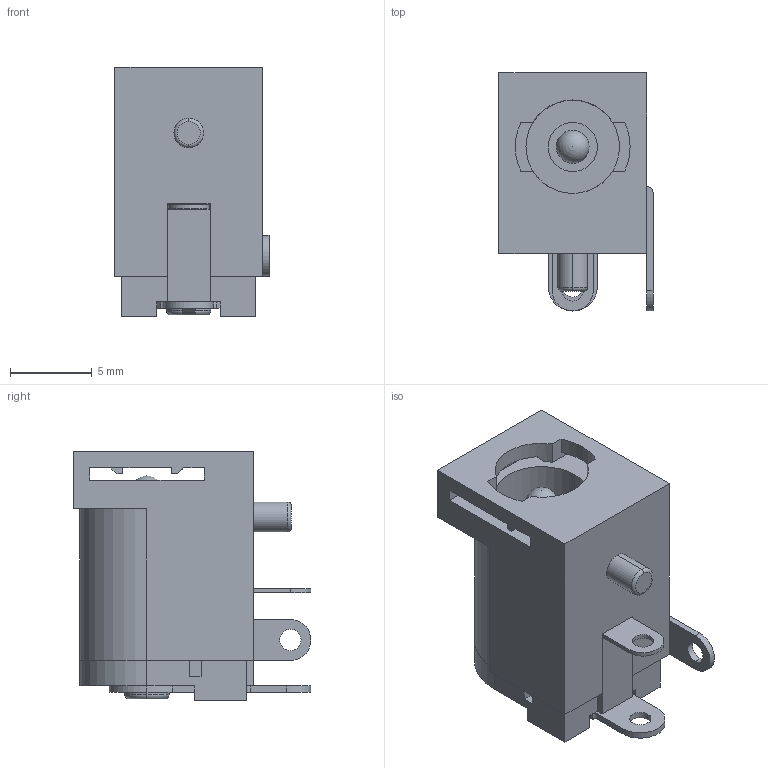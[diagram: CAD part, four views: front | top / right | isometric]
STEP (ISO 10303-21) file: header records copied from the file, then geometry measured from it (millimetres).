
FILE_DESCRIPTION (( 'STEP AP214' ), '1' );
FILE_NAME ('CUI_PJ-058AH.step', '2017-08-15T22:22:42', ( '' ), ( '' ), 'SwSTEP 2.0', 'SolidWorks 2017', '' );
FILE_SCHEMA (( 'AUTOMOTIVE_DESIGN' ));
Length unit declared in the file: millimetre
Products named in the file (1): CUI_PJ-058AH
Bounding box: 9.4 x 14.5 x 15.2 mm (x, y, z)
Volume: 1007.2 mm3; surface area: 1440.5 mm2
Topology: 5 solids, 5 shells, 130 faces, 335 edges, 221 vertices
Faces by surface type: plane 87, cylinder 36, torus 6, sphere 1
Entity records: 5422 total; most frequent: CARTESIAN_POINT 690, DIRECTION 679, ORIENTED_EDGE 666, EDGE_CURVE 333, VECTOR 245, LINE 245, VERTEX_POINT 220, AXIS2_PLACEMENT_3D 217
